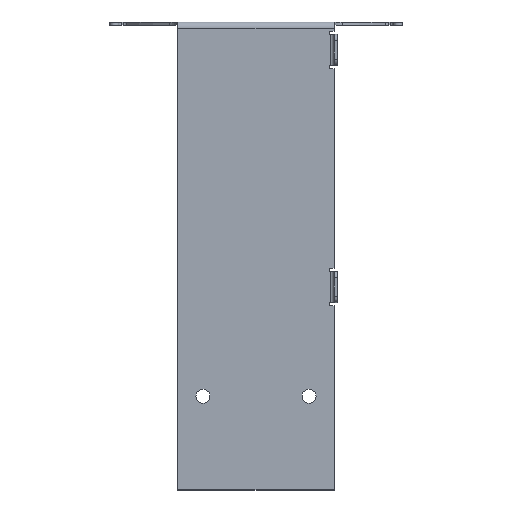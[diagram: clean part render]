
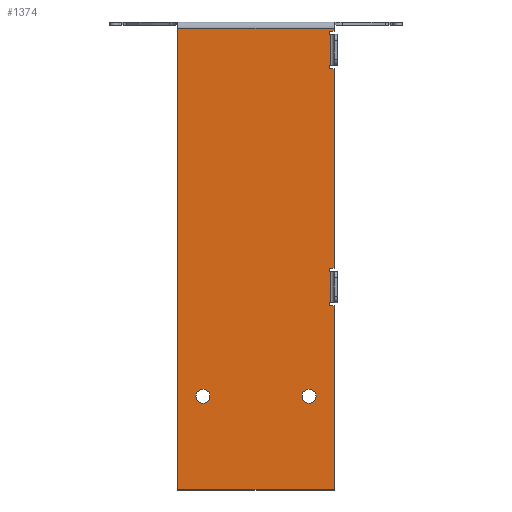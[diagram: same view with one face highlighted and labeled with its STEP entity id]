
A CAD part, top view. The second image highlights one B-rep face of the part: STEP entity #1374.
In plain terms, the highlighted planar face has unit normal (0, 0, 1).
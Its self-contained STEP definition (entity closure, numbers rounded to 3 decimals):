
#21=FACE_BOUND('',#192,.T.);
#22=FACE_BOUND('',#193,.T.);
#52=PLANE('',#1494);
#109=FACE_OUTER_BOUND('',#191,.T.);
#191=EDGE_LOOP('',(#1092,#1093,#1094,#1095,#1096,#1097,#1098,#1099,#1100,
#1101,#1102,#1103,#1104,#1105,#1106,#1107,#1108,#1109,#1110,#1111));
#192=EDGE_LOOP('',(#1112,#1113));
#193=EDGE_LOOP('',(#1114,#1115));
#261=LINE('',#2087,#401);
#265=LINE('',#2103,#405);
#270=LINE('',#2115,#410);
#271=LINE('',#2118,#411);
#274=LINE('',#2124,#414);
#279=LINE('',#2133,#419);
#280=LINE('',#2136,#420);
#283=LINE('',#2142,#423);
#286=LINE('',#2148,#426);
#289=LINE('',#2155,#429);
#293=LINE('',#2162,#433);
#295=LINE('',#2166,#435);
#298=LINE('',#2173,#438);
#302=LINE('',#2180,#442);
#304=LINE('',#2184,#444);
#312=LINE('',#2202,#452);
#313=LINE('',#2205,#453);
#314=LINE('',#2207,#454);
#315=LINE('',#2209,#455);
#316=LINE('',#2210,#456);
#401=VECTOR('',#1672,10.);
#405=VECTOR('',#1692,10.);
#410=VECTOR('',#1705,10.);
#411=VECTOR('',#1708,10.);
#414=VECTOR('',#1713,10.);
#419=VECTOR('',#1720,10.);
#420=VECTOR('',#1723,10.);
#423=VECTOR('',#1728,10.);
#426=VECTOR('',#1733,10.);
#429=VECTOR('',#1738,10.);
#433=VECTOR('',#1744,10.);
#435=VECTOR('',#1748,10.);
#438=VECTOR('',#1753,10.);
#442=VECTOR('',#1759,10.);
#444=VECTOR('',#1763,10.);
#452=VECTOR('',#1779,10.);
#453=VECTOR('',#1782,10.);
#454=VECTOR('',#1783,10.);
#455=VECTOR('',#1784,10.);
#456=VECTOR('',#1785,10.);
#534=CIRCLE('',#1495,2.25);
#535=CIRCLE('',#1496,2.25);
#536=CIRCLE('',#1497,2.25);
#537=CIRCLE('',#1498,2.25);
#602=VERTEX_POINT('',#2079);
#604=VERTEX_POINT('',#2085);
#606=VERTEX_POINT('',#2095);
#608=VERTEX_POINT('',#2101);
#611=VERTEX_POINT('',#2113);
#612=VERTEX_POINT('',#2117);
#614=VERTEX_POINT('',#2123);
#617=VERTEX_POINT('',#2131);
#618=VERTEX_POINT('',#2135);
#620=VERTEX_POINT('',#2141);
#622=VERTEX_POINT('',#2147);
#624=VERTEX_POINT('',#2153);
#625=VERTEX_POINT('',#2154);
#628=VERTEX_POINT('',#2165);
#630=VERTEX_POINT('',#2171);
#631=VERTEX_POINT('',#2172);
#634=VERTEX_POINT('',#2183);
#641=VERTEX_POINT('',#2204);
#642=VERTEX_POINT('',#2206);
#643=VERTEX_POINT('',#2208);
#644=VERTEX_POINT('',#2211);
#645=VERTEX_POINT('',#2212);
#646=VERTEX_POINT('',#2215);
#647=VERTEX_POINT('',#2216);
#748=EDGE_CURVE('',#602,#604,#261,.T.);
#756=EDGE_CURVE('',#606,#608,#265,.T.);
#762=EDGE_CURVE('',#604,#611,#270,.T.);
#763=EDGE_CURVE('',#611,#612,#271,.T.);
#766=EDGE_CURVE('',#612,#614,#274,.T.);
#771=EDGE_CURVE('',#608,#617,#279,.T.);
#772=EDGE_CURVE('',#617,#618,#280,.T.);
#775=EDGE_CURVE('',#618,#620,#283,.T.);
#778=EDGE_CURVE('',#622,#606,#286,.T.);
#781=EDGE_CURVE('',#624,#625,#289,.T.);
#785=EDGE_CURVE('',#625,#622,#293,.T.);
#787=EDGE_CURVE('',#628,#602,#295,.T.);
#790=EDGE_CURVE('',#630,#631,#298,.T.);
#794=EDGE_CURVE('',#631,#628,#302,.T.);
#796=EDGE_CURVE('',#624,#634,#304,.T.);
#806=EDGE_CURVE('',#630,#620,#312,.T.);
#807=EDGE_CURVE('',#641,#614,#313,.T.);
#808=EDGE_CURVE('',#641,#642,#314,.T.);
#809=EDGE_CURVE('',#643,#642,#315,.T.);
#810=EDGE_CURVE('',#634,#643,#316,.T.);
#811=EDGE_CURVE('',#644,#645,#534,.T.);
#812=EDGE_CURVE('',#645,#644,#535,.T.);
#813=EDGE_CURVE('',#646,#647,#536,.T.);
#814=EDGE_CURVE('',#647,#646,#537,.T.);
#1092=ORIENTED_EDGE('',*,*,#766,.T.);
#1093=ORIENTED_EDGE('',*,*,#807,.F.);
#1094=ORIENTED_EDGE('',*,*,#808,.T.);
#1095=ORIENTED_EDGE('',*,*,#809,.F.);
#1096=ORIENTED_EDGE('',*,*,#810,.F.);
#1097=ORIENTED_EDGE('',*,*,#796,.F.);
#1098=ORIENTED_EDGE('',*,*,#781,.T.);
#1099=ORIENTED_EDGE('',*,*,#785,.T.);
#1100=ORIENTED_EDGE('',*,*,#778,.T.);
#1101=ORIENTED_EDGE('',*,*,#756,.T.);
#1102=ORIENTED_EDGE('',*,*,#771,.T.);
#1103=ORIENTED_EDGE('',*,*,#772,.T.);
#1104=ORIENTED_EDGE('',*,*,#775,.T.);
#1105=ORIENTED_EDGE('',*,*,#806,.F.);
#1106=ORIENTED_EDGE('',*,*,#790,.T.);
#1107=ORIENTED_EDGE('',*,*,#794,.T.);
#1108=ORIENTED_EDGE('',*,*,#787,.T.);
#1109=ORIENTED_EDGE('',*,*,#748,.T.);
#1110=ORIENTED_EDGE('',*,*,#762,.T.);
#1111=ORIENTED_EDGE('',*,*,#763,.T.);
#1112=ORIENTED_EDGE('',*,*,#811,.T.);
#1113=ORIENTED_EDGE('',*,*,#812,.T.);
#1114=ORIENTED_EDGE('',*,*,#813,.T.);
#1115=ORIENTED_EDGE('',*,*,#814,.T.);
#1374=ADVANCED_FACE('',(#109,#21,#22),#52,.T.);
#1494=AXIS2_PLACEMENT_3D('',#2203,#1780,#1781);
#1495=AXIS2_PLACEMENT_3D('',#2213,#1786,#1787);
#1496=AXIS2_PLACEMENT_3D('',#2214,#1788,#1789);
#1497=AXIS2_PLACEMENT_3D('',#2217,#1790,#1791);
#1498=AXIS2_PLACEMENT_3D('',#2218,#1792,#1793);
#1672=DIRECTION('',(0.,1.,0.));
#1692=DIRECTION('',(0.,1.,0.));
#1705=DIRECTION('',(-1.,0.,0.));
#1708=DIRECTION('',(0.,1.,0.));
#1713=DIRECTION('',(1.,0.,0.));
#1720=DIRECTION('',(-1.,0.,0.));
#1723=DIRECTION('',(0.,1.,0.));
#1728=DIRECTION('',(1.,0.,0.));
#1733=DIRECTION('',(1.,0.,0.));
#1738=DIRECTION('',(-1.,0.,0.));
#1744=DIRECTION('',(0.,1.,0.));
#1748=DIRECTION('',(1.,0.,0.));
#1753=DIRECTION('',(-1.,0.,0.));
#1759=DIRECTION('',(0.,1.,0.));
#1763=DIRECTION('',(0.,-1.,0.));
#1779=DIRECTION('',(0.,-1.,0.));
#1780=DIRECTION('center_axis',(0.,0.,1.));
#1781=DIRECTION('ref_axis',(1.,0.,0.));
#1782=DIRECTION('',(0.,-1.,0.));
#1783=DIRECTION('',(-1.,0.,0.));
#1784=DIRECTION('',(0.,1.,0.));
#1785=DIRECTION('',(-1.,0.,0.));
#1786=DIRECTION('center_axis',(0.,0.,-1.));
#1787=DIRECTION('ref_axis',(1.,0.,0.));
#1788=DIRECTION('center_axis',(0.,0.,-1.));
#1789=DIRECTION('ref_axis',(1.,0.,0.));
#1790=DIRECTION('center_axis',(0.,0.,-1.));
#1791=DIRECTION('ref_axis',(1.,0.,0.));
#1792=DIRECTION('center_axis',(0.,0.,-1.));
#1793=DIRECTION('ref_axis',(1.,0.,0.));
#2079=CARTESIAN_POINT('',(49.,136.,1.));
#2085=CARTESIAN_POINT('',(49.,146.,1.));
#2087=CARTESIAN_POINT('',(49.,110.5,1.));
#2095=CARTESIAN_POINT('',(49.,60.,1.));
#2101=CARTESIAN_POINT('',(49.,70.,1.));
#2103=CARTESIAN_POINT('',(49.,72.5,1.));
#2113=CARTESIAN_POINT('',(48.5,146.,1.));
#2115=CARTESIAN_POINT('',(37.5,146.,1.));
#2117=CARTESIAN_POINT('',(48.5,147.,1.));
#2118=CARTESIAN_POINT('',(48.5,110.5,1.));
#2123=CARTESIAN_POINT('',(50.,147.,1.));
#2124=CARTESIAN_POINT('',(36.75,147.,1.));
#2131=CARTESIAN_POINT('',(48.5,70.,1.));
#2133=CARTESIAN_POINT('',(37.5,70.,1.));
#2135=CARTESIAN_POINT('',(48.5,71.,1.));
#2136=CARTESIAN_POINT('',(48.5,72.5,1.));
#2141=CARTESIAN_POINT('',(50.,71.,1.));
#2142=CARTESIAN_POINT('',(36.75,71.,1.));
#2147=CARTESIAN_POINT('',(48.5,60.,1.));
#2148=CARTESIAN_POINT('',(36.75,60.,1.));
#2153=CARTESIAN_POINT('',(50.,59.,1.));
#2154=CARTESIAN_POINT('',(48.5,59.,1.));
#2155=CARTESIAN_POINT('',(37.5,59.,1.));
#2162=CARTESIAN_POINT('',(48.5,67.,1.));
#2165=CARTESIAN_POINT('',(48.5,136.,1.));
#2166=CARTESIAN_POINT('',(36.75,136.,1.));
#2171=CARTESIAN_POINT('',(50.,135.,1.));
#2172=CARTESIAN_POINT('',(48.5,135.,1.));
#2173=CARTESIAN_POINT('',(37.5,135.,1.));
#2180=CARTESIAN_POINT('',(48.5,105.,1.));
#2183=CARTESIAN_POINT('',(50.,0.,1.));
#2184=CARTESIAN_POINT('',(50.,0.,1.));
#2202=CARTESIAN_POINT('',(50.,0.,1.));
#2203=CARTESIAN_POINT('Origin',(25.,75.,1.));
#2204=CARTESIAN_POINT('',(50.,148.,1.));
#2205=CARTESIAN_POINT('',(50.,0.,1.));
#2206=CARTESIAN_POINT('',(0.,148.,1.));
#2207=CARTESIAN_POINT('',(37.5,148.,1.));
#2208=CARTESIAN_POINT('',(0.,0.,1.));
#2209=CARTESIAN_POINT('',(0.,150.,1.));
#2210=CARTESIAN_POINT('',(0.,0.,1.));
#2211=CARTESIAN_POINT('',(44.25,30.,1.));
#2212=CARTESIAN_POINT('',(39.75,30.,1.));
#2213=CARTESIAN_POINT('Origin',(42.,30.,1.));
#2214=CARTESIAN_POINT('Origin',(42.,30.,1.));
#2215=CARTESIAN_POINT('',(10.25,30.,1.));
#2216=CARTESIAN_POINT('',(5.75,30.,1.));
#2217=CARTESIAN_POINT('Origin',(8.,30.,1.));
#2218=CARTESIAN_POINT('Origin',(8.,30.,1.));
